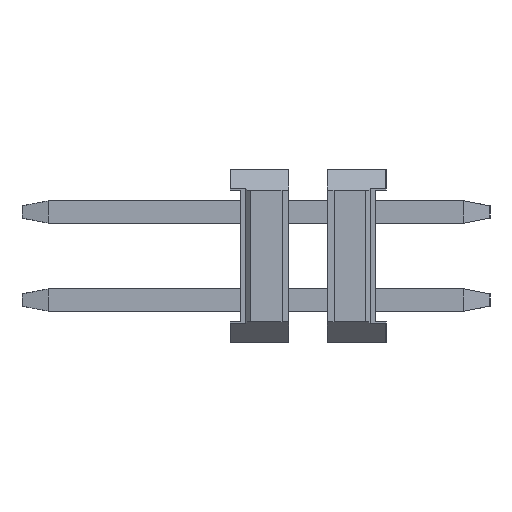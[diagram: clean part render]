
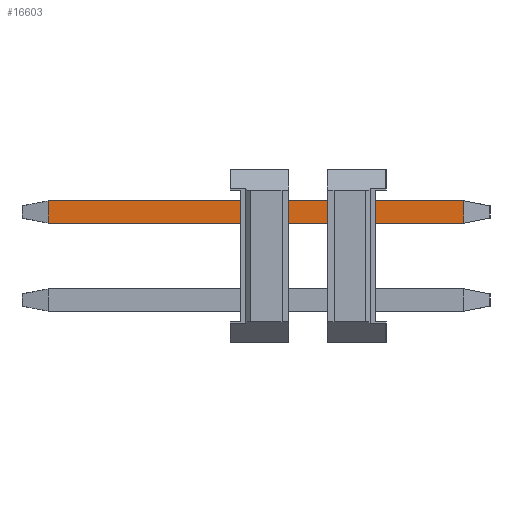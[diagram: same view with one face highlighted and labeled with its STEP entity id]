
A CAD part, left-side view. The second image highlights one B-rep face of the part: STEP entity #16603.
In plain terms, the highlighted planar face has unit normal (-1, 0, 0).
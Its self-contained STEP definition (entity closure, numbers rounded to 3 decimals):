
#16364=CARTESIAN_POINT('',(25.08,-3.95,0.95));
#16365=VERTEX_POINT('',#16364);
#16395=CARTESIAN_POINT('',(25.08,8.05,0.95));
#16396=VERTEX_POINT('',#16395);
#16397=CARTESIAN_POINT('',(25.08,-3.95,0.95));
#16398=DIRECTION('',(0.,1.,0.));
#16399=VECTOR('',#16398,12.);
#16400=LINE('',#16397,#16399);
#16401=EDGE_CURVE('',#16365,#16396,#16400,.T.);
#16545=CARTESIAN_POINT('',(25.08,-3.95,1.59));
#16546=VERTEX_POINT('',#16545);
#16571=CARTESIAN_POINT('',(25.08,-3.95,1.59));
#16572=DIRECTION('',(0.,0.,-1.));
#16573=VECTOR('',#16572,0.64);
#16574=LINE('',#16571,#16573);
#16575=EDGE_CURVE('',#16546,#16365,#16574,.T.);
#16580=CARTESIAN_POINT('',(25.08,-4.7,0.95));
#16581=DIRECTION('',(0.,0.,1.));
#16582=DIRECTION('',(-1.,0.,0.));
#16583=AXIS2_PLACEMENT_3D('',#16580,#16582,#16581);
#16584=PLANE('',#16583);
#16585=ORIENTED_EDGE('',*,*,#16401,.F.);
#16586=ORIENTED_EDGE('',*,*,#16575,.F.);
#16587=CARTESIAN_POINT('',(25.08,8.05,1.59));
#16588=VERTEX_POINT('',#16587);
#16589=CARTESIAN_POINT('',(25.08,-3.95,1.59));
#16590=DIRECTION('',(0.,1.,0.));
#16591=VECTOR('',#16590,12.);
#16592=LINE('',#16589,#16591);
#16593=EDGE_CURVE('',#16546,#16588,#16592,.T.);
#16594=ORIENTED_EDGE('',*,*,#16593,.T.);
#16595=CARTESIAN_POINT('',(25.08,8.05,1.59));
#16596=DIRECTION('',(0.,0.,-1.));
#16597=VECTOR('',#16596,0.64);
#16598=LINE('',#16595,#16597);
#16599=EDGE_CURVE('',#16588,#16396,#16598,.T.);
#16600=ORIENTED_EDGE('',*,*,#16599,.T.);
#16601=EDGE_LOOP('',(#16585,#16586,#16594,#16600));
#16602=FACE_OUTER_BOUND('',#16601,.T.);
#16603=ADVANCED_FACE('',(#16602),#16584,.T.);
